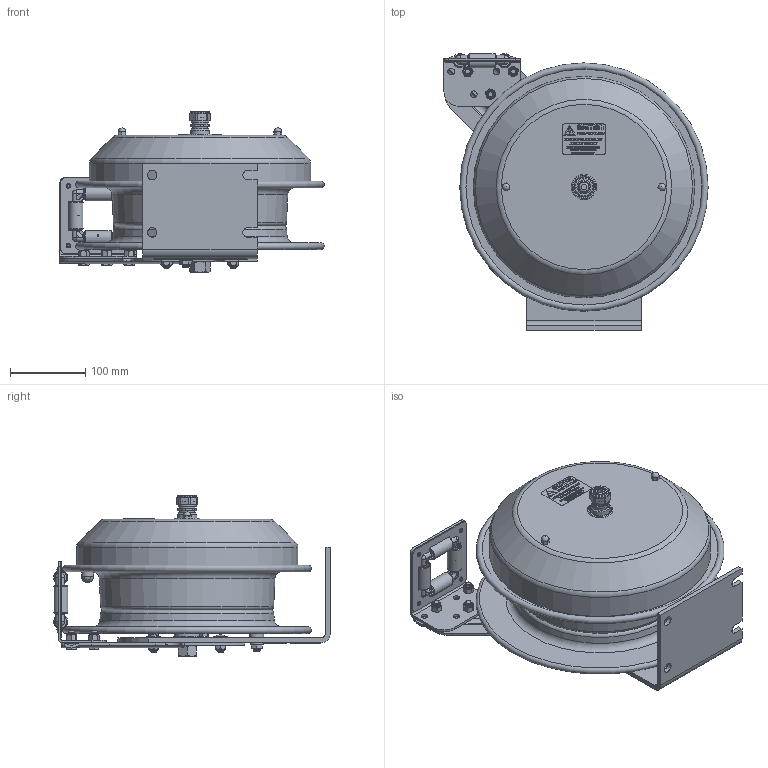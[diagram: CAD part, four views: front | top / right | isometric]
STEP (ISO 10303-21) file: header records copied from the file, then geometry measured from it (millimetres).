
FILE_DESCRIPTION(/* description */ (''),/* implementation_level */ '2;1');
FILE_NAME(/* name */ 'PC13-5016-A_SHARED.stp',/* time_stamp */ '2016-08-29T09:36:13-07:00',/* author */ ('jkusbel'),/* organization */ (''),/* preprocessor_version */ 'ST-DEVELOPER v15.6',/* originating_system */ 'Autodesk Inventor 2015',/* authorisation */ '');
FILE_SCHEMA (('AUTOMOTIVE_DESIGN { 1 0 10303 214 3 1 1 }'));
Products named in the file (1): PC13-5016-A_SHARED
Bounding box: 351.32 x 368.05 x 213.98 mm (x, y, z)
Surface area: 727510.2 mm2 (no closed solid volume)
Topology: 0 solids, 134 shells, 509 faces, 5532 edges, 5077 vertices
Faces by surface type: plane 295, cylinder 124, torus 40, cone 28, sphere 22
Full cylindrical faces by diameter (mm): 4.826 x1, 7.62 x1, 7.938 x2, 8.731 x7, 12.7 x2, 19.05 x5, 21.488 x1, 23.698 x1, 25.4 x2, 28.702 x1, 35.052 x1, 294.386 x1
Entity records: 51443 total; most frequent: CARTESIAN_POINT 15876, ORIENTED_EDGE 6040, DIRECTION 5574, EDGE_CURVE 5419, VERTEX_POINT 5060, LINE 3060, VECTOR 3060, B_SPLINE_CURVE_WITH_KNOTS 1450
